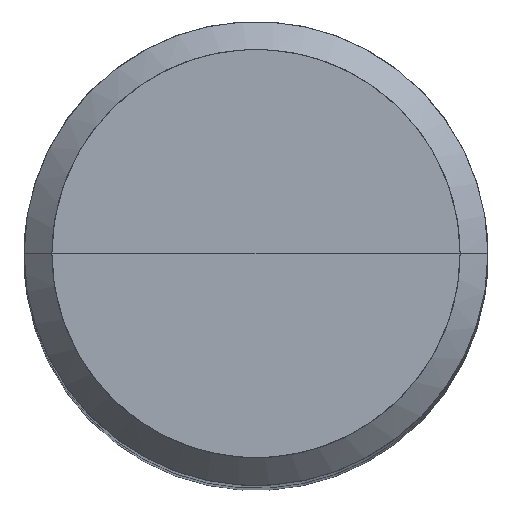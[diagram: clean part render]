
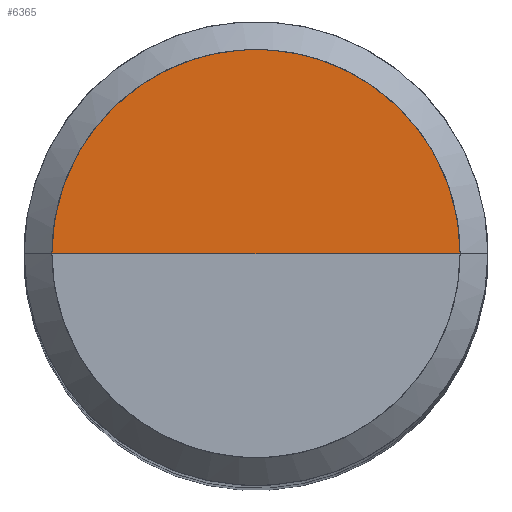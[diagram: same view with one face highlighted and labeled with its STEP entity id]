
A CAD part, top view. The second image highlights one B-rep face of the part: STEP entity #6365.
In plain terms, the highlighted free-form (B-spline) face has degree [1, 2] with [2, 5] control points.
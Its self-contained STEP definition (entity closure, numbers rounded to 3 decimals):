
#6100=CARTESIAN_POINT('',(11.0,0.0,75.0));
#6101=CARTESIAN_POINT('',(11.0,11.0,75.0));
#6102=CARTESIAN_POINT('',(0.0,11.0,75.0));
#6103=CARTESIAN_POINT('',(-11.0,11.0,75.0));
#6104=CARTESIAN_POINT('',(-11.0,0.0,75.0));
#6105=CARTESIAN_POINT('',(0.0,0.0,75.0));
#6350=(
BOUNDED_SURFACE()
B_SPLINE_SURFACE(1,2,(
(#6100,#6101,#6102,#6103,#6104),
(#6105,#6105,#6105,#6105,#6105)
), .UNSPECIFIED.,.F.,.F.,.F.)
B_SPLINE_SURFACE_WITH_KNOTS((2,2),(3,2,3),(
0.0,1.0),(
0.0,0.5,1.0), .UNSPECIFIED.)
GEOMETRIC_REPRESENTATION_ITEM()
RATIONAL_B_SPLINE_SURFACE(((1.0,0.707,1.0,0.707,1.0),
(1.0,0.707,1.0,0.707,1.0)
))
REPRESENTATION_ITEM('')
SURFACE()
);
#6351=(
BOUNDED_CURVE()
B_SPLINE_CURVE(2,(#6104,#6103,#6102,#6101,#6100),.UNSPECIFIED.,.F.,.F.)
B_SPLINE_CURVE_WITH_KNOTS((3,2,3),
(0.0,0.5,1.0),.UNSPECIFIED.)
CURVE()
GEOMETRIC_REPRESENTATION_ITEM()
RATIONAL_B_SPLINE_CURVE((1.0,0.707,1.0,0.707,1.0))
REPRESENTATION_ITEM('')
);
#6352=(
BOUNDED_CURVE()
B_SPLINE_CURVE(1,(#6100,#6105),.UNSPECIFIED.,.F.,.F.)
B_SPLINE_CURVE_WITH_KNOTS((2,2),
(0.0,1.0),.UNSPECIFIED.)
CURVE()
GEOMETRIC_REPRESENTATION_ITEM()
RATIONAL_B_SPLINE_CURVE((1.0,1.0))
REPRESENTATION_ITEM('')
);
#6353=(
BOUNDED_CURVE()
B_SPLINE_CURVE(1,(#6105,#6104),.UNSPECIFIED.,.F.,.F.)
B_SPLINE_CURVE_WITH_KNOTS((2,2),
(0.0,1.0),.UNSPECIFIED.)
CURVE()
GEOMETRIC_REPRESENTATION_ITEM()
RATIONAL_B_SPLINE_CURVE((1.0,1.0))
REPRESENTATION_ITEM('')
);
#6354=VERTEX_POINT('',#6100);
#6355=VERTEX_POINT('',#6104);
#6356=VERTEX_POINT('',#6105);
#6357=EDGE_CURVE('',#6355,#6354,#6351,.T.);
#6358=EDGE_CURVE('',#6354,#6356,#6352,.T.);
#6359=EDGE_CURVE('',#6356,#6355,#6353,.T.);
#6360=ORIENTED_EDGE('',*,*,#6357,.T.);
#6361=ORIENTED_EDGE('',*,*,#6358,.T.);
#6362=ORIENTED_EDGE('',*,*,#6359,.T.);
#6363=EDGE_LOOP('',(#6360,#6361,#6362));
#6364=FACE_OUTER_BOUND('',#6363,.T.);
#6365=ADVANCED_FACE('',(#6364),#6350,.T.);
